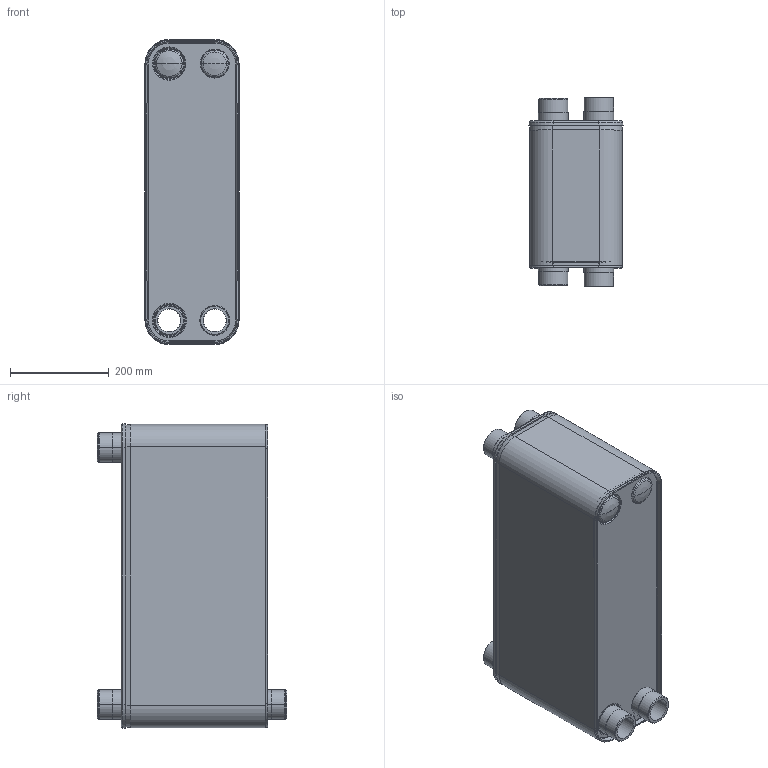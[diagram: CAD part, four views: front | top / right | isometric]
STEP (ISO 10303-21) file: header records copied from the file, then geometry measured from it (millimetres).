
FILE_DESCRIPTION((''),'2;1');
FILE_NAME('CB110_110H_3287132906_ASM','2021-03-16T14:39:06',('CNSHIPU'),(''),'CREO PARAMETRIC BY PTC INC, 2020281','CREO PARAMETRIC BY PTC INC, 2020281','');
FILE_SCHEMA(('CONFIG_CONTROL_DESIGN'));
Length unit declared in the file: millimetre
Products named in the file (6): CB110_110_CH_BLOCK; CB110_FP_S1S2S3S4_51; CB110_PP_T1T4_51; LABEL_STD; 1625782-01; CB110_110H_3287132906_ASM
Assembly tree (10 placements, depth 2):
  CB110_110H_3287132906_ASM
    CB110_110_CH_BLOCK
    CB110_FP_S1S2S3S4_51
    CB110_PP_T1T4_51
    LABEL_STD
    1625782-01  x6
Bounding box: 190.04 x 382.28 x 616.25 mm (x, y, z)
Volume: 29398952.1 mm3; surface area: 1542560.5 mm2
Topology: 18 solids, 31 shells, 685 faces, 1615 edges, 1002 vertices
Faces by surface type: plane 275, cylinder 162, cone 114, torus 110, bspline 16, sphere 8
Entity records: 15753 total; most frequent: CARTESIAN_POINT 3266, DIRECTION 2659, ORIENTED_EDGE 2486, EDGE_CURVE 1247, AXIS2_PLACEMENT_3D 967, VERTEX_POINT 782, VECTOR 725, LINE 725
